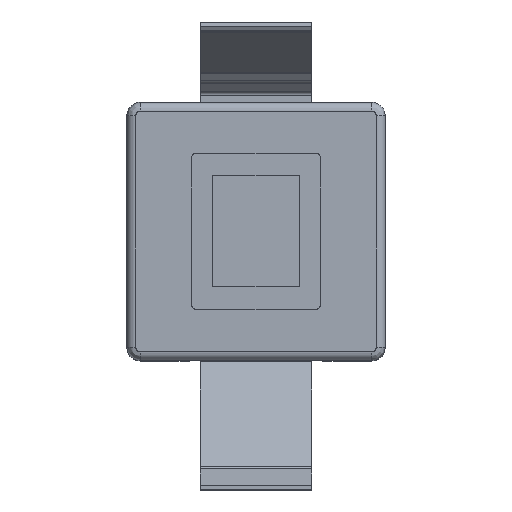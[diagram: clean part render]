
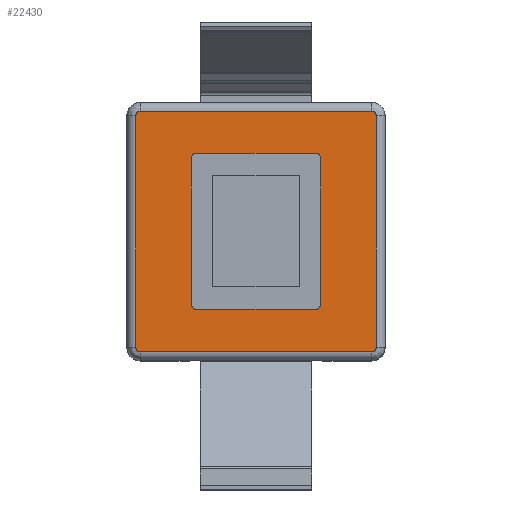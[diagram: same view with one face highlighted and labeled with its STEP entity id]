
A CAD part, top view. The second image highlights one B-rep face of the part: STEP entity #22430.
In plain terms, the highlighted planar face has unit normal (0, 0, 1).
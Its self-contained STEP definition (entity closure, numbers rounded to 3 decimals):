
#263 = AXIS2_PLACEMENT_3D ( 'NONE', #2908, #6734, #10104 ) ;
#443 = DIRECTION ( 'NONE',  ( 0., -1., 0. ) ) ;
#749 = LINE ( 'NONE', #10358, #16199 ) ;
#826 = CARTESIAN_POINT ( 'NONE',  ( 2.7, -2.6, 5.1 ) ) ;
#1074 = CARTESIAN_POINT ( 'NONE',  ( -1.45, 1.65, 5.1 ) ) ;
#1162 = DIRECTION ( 'NONE',  ( 0., 0., 1. ) ) ;
#1311 = ORIENTED_EDGE ( 'NONE', *, *, #15352, .F. ) ;
#1325 = VERTEX_POINT ( 'NONE', #6969 ) ;
#1888 = EDGE_CURVE ( 'NONE', #22018, #17223, #19786, .T. ) ;
#1965 = CARTESIAN_POINT ( 'NONE',  ( -2.6, -2.7, 5.1 ) ) ;
#1969 = EDGE_CURVE ( 'NONE', #20094, #22018, #2091, .T. ) ;
#2048 = EDGE_LOOP ( 'NONE', ( #2113, #6288, #17728, #12462, #19501, #16006, #18885, #3854 ) ) ;
#2091 = LINE ( 'NONE', #1965, #13994 ) ;
#2113 = ORIENTED_EDGE ( 'NONE', *, *, #6694, .T. ) ;
#2141 = LINE ( 'NONE', #5769, #6920 ) ;
#2904 = DIRECTION ( 'NONE',  ( 1., 0., 0. ) ) ;
#2908 = CARTESIAN_POINT ( 'NONE',  ( -1.35, -1.65, 5.1 ) ) ;
#3019 = DIRECTION ( 'NONE',  ( 0., 1., 0. ) ) ;
#3115 = CIRCLE ( 'NONE', #19627, 0.1 ) ;
#3439 = CARTESIAN_POINT ( 'NONE',  ( -2.7, 2.6, 5.1 ) ) ;
#3854 = ORIENTED_EDGE ( 'NONE', *, *, #21967, .T. ) ;
#4194 = AXIS2_PLACEMENT_3D ( 'NONE', #15277, #16953, #4368 ) ;
#4368 = DIRECTION ( 'NONE',  ( 1., 0., 0. ) ) ;
#4372 = ORIENTED_EDGE ( 'NONE', *, *, #20239, .F. ) ;
#4529 = VERTEX_POINT ( 'NONE', #1074 ) ;
#4576 = EDGE_CURVE ( 'NONE', #22255, #4771, #11459, .T. ) ;
#4684 = CARTESIAN_POINT ( 'NONE',  ( 2.6, 2.7, 5.1 ) ) ;
#4771 = VERTEX_POINT ( 'NONE', #6790 ) ;
#5331 = VERTEX_POINT ( 'NONE', #22015 ) ;
#5341 = CARTESIAN_POINT ( 'NONE',  ( -1.45, 1.65, 5.1 ) ) ;
#5769 = CARTESIAN_POINT ( 'NONE',  ( 1.35, 1.75, 5.1 ) ) ;
#6164 = CIRCLE ( 'NONE', #11500, 0.1 ) ;
#6288 = ORIENTED_EDGE ( 'NONE', *, *, #7004, .T. ) ;
#6294 = CARTESIAN_POINT ( 'NONE',  ( 1.45, 1.65, 5.1 ) ) ;
#6451 = VERTEX_POINT ( 'NONE', #18796 ) ;
#6694 = EDGE_CURVE ( 'NONE', #9870, #8385, #14117, .T. ) ;
#6734 = DIRECTION ( 'NONE',  ( 0., 0., -1. ) ) ;
#6790 = CARTESIAN_POINT ( 'NONE',  ( -2.7, -2.6, 5.1 ) ) ;
#6802 = CIRCLE ( 'NONE', #263, 0.1 ) ;
#6920 = VECTOR ( 'NONE', #19957, 1000. ) ;
#6969 = CARTESIAN_POINT ( 'NONE',  ( -1.35, -1.75, 5.1 ) ) ;
#7004 = EDGE_CURVE ( 'NONE', #8385, #6451, #15481, .T. ) ;
#7091 = CARTESIAN_POINT ( 'NONE',  ( 1.35, -1.65, 5.1 ) ) ;
#7385 = VERTEX_POINT ( 'NONE', #10597 ) ;
#7551 = VERTEX_POINT ( 'NONE', #6294 ) ;
#8080 = CIRCLE ( 'NONE', #20781, 0.1 ) ;
#8201 = CARTESIAN_POINT ( 'NONE',  ( -1.45, -1.65, 5.1 ) ) ;
#8385 = VERTEX_POINT ( 'NONE', #17707 ) ;
#8429 = DIRECTION ( 'NONE',  ( 1., 0., 0. ) ) ;
#8507 = CARTESIAN_POINT ( 'NONE',  ( 2.6, -2.7, 5.1 ) ) ;
#8601 = AXIS2_PLACEMENT_3D ( 'NONE', #13108, #11185, #20520 ) ;
#9004 = CARTESIAN_POINT ( 'NONE',  ( -2.6, -2.7, 5.1 ) ) ;
#9124 = LINE ( 'NONE', #20478, #13392 ) ;
#9151 = ORIENTED_EDGE ( 'NONE', *, *, #9196, .T. ) ;
#9178 = DIRECTION ( 'NONE',  ( 0., 1., 0. ) ) ;
#9196 = EDGE_CURVE ( 'NONE', #1325, #20927, #6802, .T. ) ;
#9870 = VERTEX_POINT ( 'NONE', #10041 ) ;
#10041 = CARTESIAN_POINT ( 'NONE',  ( 2.7, 2.6, 5.1 ) ) ;
#10104 = DIRECTION ( 'NONE',  ( 0., -1., 0. ) ) ;
#10197 = VECTOR ( 'NONE', #443, 1000. ) ;
#10358 = CARTESIAN_POINT ( 'NONE',  ( -1.35, -1.75, 5.1 ) ) ;
#10514 = VERTEX_POINT ( 'NONE', #21731 ) ;
#10597 = CARTESIAN_POINT ( 'NONE',  ( -1.35, 1.75, 5.1 ) ) ;
#10669 = EDGE_CURVE ( 'NONE', #4529, #20927, #16938, .T. ) ;
#10694 = VERTEX_POINT ( 'NONE', #18639 ) ;
#10788 = VECTOR ( 'NONE', #21353, 1000. ) ;
#11078 = FACE_OUTER_BOUND ( 'NONE', #2048, .T. ) ;
#11079 = VECTOR ( 'NONE', #19090, 1000. ) ;
#11161 = DIRECTION ( 'NONE',  ( 0., 0., -1. ) ) ;
#11185 = DIRECTION ( 'NONE',  ( 0., 0., 1. ) ) ;
#11459 = LINE ( 'NONE', #22575, #11079 ) ;
#11500 = AXIS2_PLACEMENT_3D ( 'NONE', #19072, #17035, #15459 ) ;
#11584 = CIRCLE ( 'NONE', #18182, 0.1 ) ;
#11779 = CARTESIAN_POINT ( 'NONE',  ( 0., 0., 5.1 ) ) ;
#12042 = ORIENTED_EDGE ( 'NONE', *, *, #21919, .T. ) ;
#12336 = AXIS2_PLACEMENT_3D ( 'NONE', #11779, #13597, #22433 ) ;
#12462 = ORIENTED_EDGE ( 'NONE', *, *, #4576, .T. ) ;
#12761 = FACE_BOUND ( 'NONE', #17177, .T. ) ;
#12842 = EDGE_CURVE ( 'NONE', #10694, #7385, #2141, .T. ) ;
#13007 = EDGE_CURVE ( 'NONE', #10694, #7551, #8080, .T. ) ;
#13108 = CARTESIAN_POINT ( 'NONE',  ( 2.6, -2.6, 5.1 ) ) ;
#13345 = DIRECTION ( 'NONE',  ( 1., 0., 0. ) ) ;
#13392 = VECTOR ( 'NONE', #14914, 1000. ) ;
#13597 = DIRECTION ( 'NONE',  ( 0., 0., 1. ) ) ;
#13994 = VECTOR ( 'NONE', #13345, 1000. ) ;
#14021 = DIRECTION ( 'NONE',  ( 0., 1., 0. ) ) ;
#14117 = CIRCLE ( 'NONE', #4194, 0.1 ) ;
#14491 = EDGE_CURVE ( 'NONE', #5331, #10514, #3115, .T. ) ;
#14590 = PLANE ( 'NONE',  #12336 ) ;
#14914 = DIRECTION ( 'NONE',  ( 0., 1., 0. ) ) ;
#15059 = AXIS2_PLACEMENT_3D ( 'NONE', #20363, #11161, #20595 ) ;
#15277 = CARTESIAN_POINT ( 'NONE',  ( 2.6, 2.6, 5.1 ) ) ;
#15352 = EDGE_CURVE ( 'NONE', #1325, #10514, #749, .T. ) ;
#15459 = DIRECTION ( 'NONE',  ( -1., 0., 0. ) ) ;
#15481 = LINE ( 'NONE', #4684, #10788 ) ;
#15752 = DIRECTION ( 'NONE',  ( 0., 0., -1. ) ) ;
#16006 = ORIENTED_EDGE ( 'NONE', *, *, #1969, .T. ) ;
#16199 = VECTOR ( 'NONE', #8429, 1000. ) ;
#16938 = LINE ( 'NONE', #5341, #10197 ) ;
#16953 = DIRECTION ( 'NONE',  ( 0., 0., 1. ) ) ;
#17035 = DIRECTION ( 'NONE',  ( 0., 0., 1. ) ) ;
#17177 = EDGE_LOOP ( 'NONE', ( #17676, #1311, #9151, #20858, #12042, #17832, #20185, #4372 ) ) ;
#17223 = VERTEX_POINT ( 'NONE', #19851 ) ;
#17315 = LINE ( 'NONE', #826, #22729 ) ;
#17676 = ORIENTED_EDGE ( 'NONE', *, *, #14491, .T. ) ;
#17707 = CARTESIAN_POINT ( 'NONE',  ( 2.6, 2.7, 5.1 ) ) ;
#17728 = ORIENTED_EDGE ( 'NONE', *, *, #19710, .T. ) ;
#17832 = ORIENTED_EDGE ( 'NONE', *, *, #12842, .F. ) ;
#17893 = CARTESIAN_POINT ( 'NONE',  ( -2.6, 2.6, 5.1 ) ) ;
#18182 = AXIS2_PLACEMENT_3D ( 'NONE', #17893, #1162, #14021 ) ;
#18343 = DIRECTION ( 'NONE',  ( 0., 0., -1. ) ) ;
#18639 = CARTESIAN_POINT ( 'NONE',  ( 1.35, 1.75, 5.1 ) ) ;
#18796 = CARTESIAN_POINT ( 'NONE',  ( -2.6, 2.7, 5.1 ) ) ;
#18885 = ORIENTED_EDGE ( 'NONE', *, *, #1888, .T. ) ;
#19072 = CARTESIAN_POINT ( 'NONE',  ( -2.6, -2.6, 5.1 ) ) ;
#19090 = DIRECTION ( 'NONE',  ( 0., -1., 0. ) ) ;
#19501 = ORIENTED_EDGE ( 'NONE', *, *, #21444, .T. ) ;
#19627 = AXIS2_PLACEMENT_3D ( 'NONE', #7091, #15752, #2904 ) ;
#19710 = EDGE_CURVE ( 'NONE', #6451, #22255, #11584, .T. ) ;
#19786 = CIRCLE ( 'NONE', #8601, 0.1 ) ;
#19851 = CARTESIAN_POINT ( 'NONE',  ( 2.7, -2.6, 5.1 ) ) ;
#19957 = DIRECTION ( 'NONE',  ( -1., 0., 0. ) ) ;
#20094 = VERTEX_POINT ( 'NONE', #9004 ) ;
#20185 = ORIENTED_EDGE ( 'NONE', *, *, #13007, .T. ) ;
#20239 = EDGE_CURVE ( 'NONE', #5331, #7551, #9124, .T. ) ;
#20363 = CARTESIAN_POINT ( 'NONE',  ( -1.35, 1.65, 5.1 ) ) ;
#20478 = CARTESIAN_POINT ( 'NONE',  ( 1.45, -1.65, 5.1 ) ) ;
#20520 = DIRECTION ( 'NONE',  ( 0., -1., 0. ) ) ;
#20595 = DIRECTION ( 'NONE',  ( -1., 0., 0. ) ) ;
#20781 = AXIS2_PLACEMENT_3D ( 'NONE', #21931, #18343, #9178 ) ;
#20858 = ORIENTED_EDGE ( 'NONE', *, *, #10669, .F. ) ;
#20927 = VERTEX_POINT ( 'NONE', #8201 ) ;
#21353 = DIRECTION ( 'NONE',  ( -1., 0., 0. ) ) ;
#21444 = EDGE_CURVE ( 'NONE', #4771, #20094, #6164, .T. ) ;
#21731 = CARTESIAN_POINT ( 'NONE',  ( 1.35, -1.75, 5.1 ) ) ;
#21919 = EDGE_CURVE ( 'NONE', #4529, #7385, #21961, .T. ) ;
#21931 = CARTESIAN_POINT ( 'NONE',  ( 1.35, 1.65, 5.1 ) ) ;
#21961 = CIRCLE ( 'NONE', #15059, 0.1 ) ;
#21967 = EDGE_CURVE ( 'NONE', #17223, #9870, #17315, .T. ) ;
#22015 = CARTESIAN_POINT ( 'NONE',  ( 1.45, -1.65, 5.1 ) ) ;
#22018 = VERTEX_POINT ( 'NONE', #8507 ) ;
#22255 = VERTEX_POINT ( 'NONE', #3439 ) ;
#22430 = ADVANCED_FACE ( 'NONE', ( #12761, #11078 ), #14590, .T. ) ;
#22433 = DIRECTION ( 'NONE',  ( 0., 1., 0. ) ) ;
#22575 = CARTESIAN_POINT ( 'NONE',  ( -2.7, 2.6, 5.1 ) ) ;
#22729 = VECTOR ( 'NONE', #3019, 1000. ) ;
